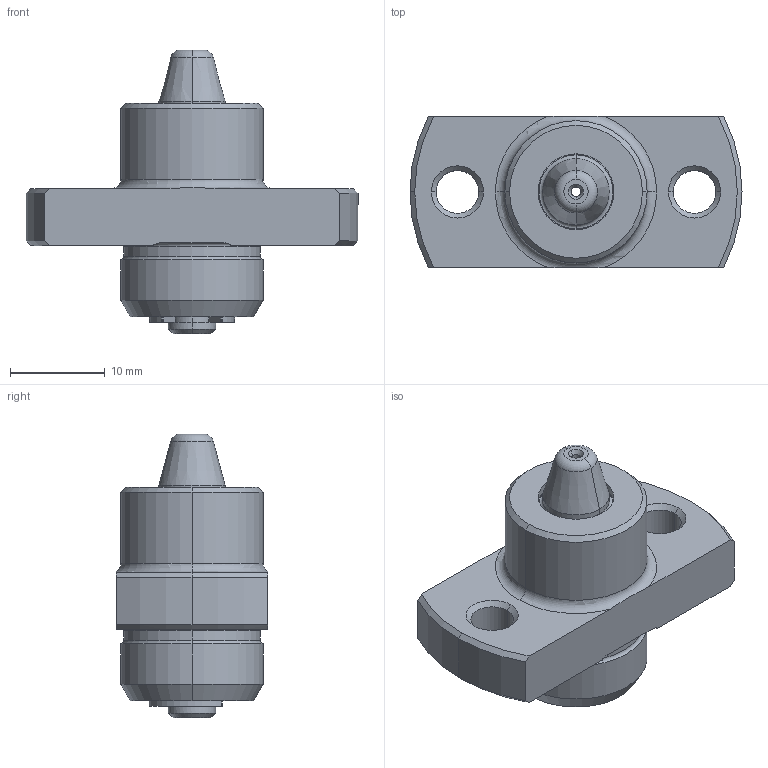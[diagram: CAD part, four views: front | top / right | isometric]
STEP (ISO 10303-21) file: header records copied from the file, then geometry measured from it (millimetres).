
FILE_DESCRIPTION (( 'STEP AP203' ), '1' );
FILE_NAME ('cp710-05015b.STEP', '2021-10-25T23:53:41', ( '' ), ( '' ), 'SwSTEP 2.0', 'SolidWorks 2020', '' );
FILE_SCHEMA (( 'CONFIG_CONTROL_DESIGN' ));
Length unit declared in the file: millimetre
Products named in the file (3): cp710-05015b_01; cp710-05015b_02; cp710-05015b
Assembly tree (2 placements, depth 2):
  cp710-05015b
    cp710-05015b_01
    cp710-05015b_02
Bounding box: 35 x 16 x 29.91 mm (x, y, z)
Volume: 5457.9 mm3; surface area: 3904.7 mm2
Topology: 2 solids, 2 shells, 121 faces, 297 edges, 181 vertices
Faces by surface type: cylinder 46, cone 30, plane 28, torus 17
Entity records: 3964 total; most frequent: DIRECTION 701, CARTESIAN_POINT 678, ORIENTED_EDGE 594, EDGE_CURVE 297, AXIS2_PLACEMENT_3D 292, VERTEX_POINT 181, CIRCLE 166, EDGE_LOOP 134
